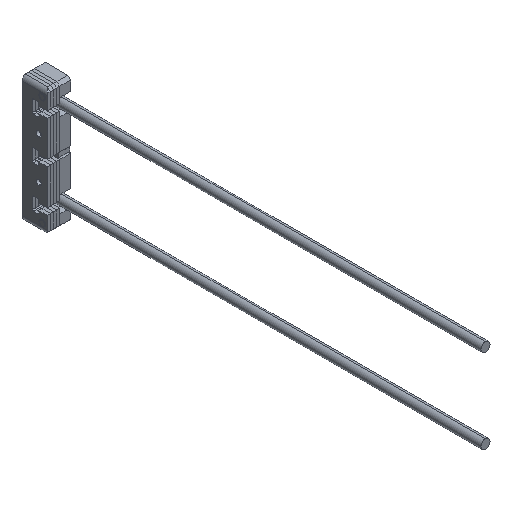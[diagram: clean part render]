
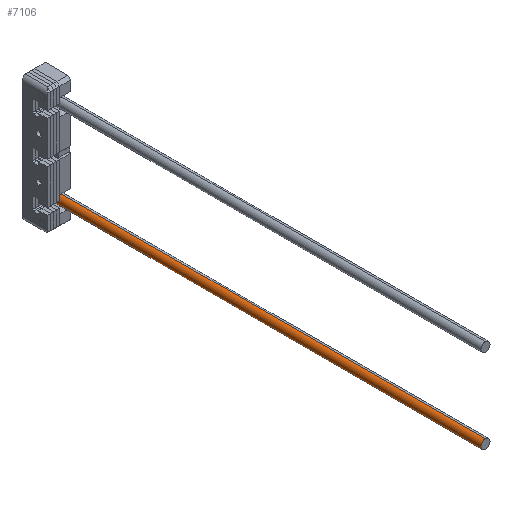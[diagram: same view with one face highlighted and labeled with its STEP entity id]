
A CAD part, isometric view. The second image highlights one B-rep face of the part: STEP entity #7106.
In plain terms, the highlighted cylindrical face has radius 2.145 mm (diameter 4.29 mm), a partial arc.
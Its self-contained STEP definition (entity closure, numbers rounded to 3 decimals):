
#123 = CARTESIAN_POINT ( 'NONE',  ( 0., -207., 0. ) ) ;
#127 = CARTESIAN_POINT ( 'NONE',  ( 0., -3., 2.145 ) ) ;
#157 = CIRCLE ( 'NONE', #3674, 2.145 ) ;
#445 = CYLINDRICAL_SURFACE ( 'NONE', #2164, 2.145 ) ;
#1133 = VECTOR ( 'NONE', #5550, 1000. ) ;
#1211 = VERTEX_POINT ( 'NONE', #3896 ) ;
#1452 = VERTEX_POINT ( 'NONE', #3108 ) ;
#1892 = CARTESIAN_POINT ( 'NONE',  ( 0., -207., 2.145 ) ) ;
#1895 = DIRECTION ( 'NONE',  ( 0., 0., -1. ) ) ;
#2164 = AXIS2_PLACEMENT_3D ( 'NONE', #7724, #4614, #4691 ) ;
#2181 = ORIENTED_EDGE ( 'NONE', *, *, #2297, .F. ) ;
#2297 = EDGE_CURVE ( 'NONE', #5223, #1452, #3880, .T. ) ;
#2480 = LINE ( 'NONE', #1892, #5917 ) ;
#2600 = LINE ( 'NONE', #6725, #1133 ) ;
#2631 = EDGE_LOOP ( 'NONE', ( #4836, #2181, #5976, #6251 ) ) ;
#3108 = CARTESIAN_POINT ( 'NONE',  ( 0., -207., -2.145 ) ) ;
#3438 = CARTESIAN_POINT ( 'NONE',  ( 0., -3., 0. ) ) ;
#3674 = AXIS2_PLACEMENT_3D ( 'NONE', #3438, #7603, #7186 ) ;
#3880 = CIRCLE ( 'NONE', #5002, 2.145 ) ;
#3896 = CARTESIAN_POINT ( 'NONE',  ( 0., -3., -2.145 ) ) ;
#4051 = VERTEX_POINT ( 'NONE', #127 ) ;
#4614 = DIRECTION ( 'NONE',  ( 0., 1., 0. ) ) ;
#4691 = DIRECTION ( 'NONE',  ( 0., 0., 1. ) ) ;
#4836 = ORIENTED_EDGE ( 'NONE', *, *, #5975, .F. ) ;
#5002 = AXIS2_PLACEMENT_3D ( 'NONE', #123, #7158, #1895 ) ;
#5010 = CARTESIAN_POINT ( 'NONE',  ( 0., -207., 2.145 ) ) ;
#5223 = VERTEX_POINT ( 'NONE', #5010 ) ;
#5319 = FACE_OUTER_BOUND ( 'NONE', #2631, .T. ) ;
#5550 = DIRECTION ( 'NONE',  ( 0., 1., 0. ) ) ;
#5917 = VECTOR ( 'NONE', #6689, 1000. ) ;
#5954 = EDGE_CURVE ( 'NONE', #5223, #4051, #2480, .T. ) ;
#5975 = EDGE_CURVE ( 'NONE', #1452, #1211, #2600, .T. ) ;
#5976 = ORIENTED_EDGE ( 'NONE', *, *, #5954, .T. ) ;
#6251 = ORIENTED_EDGE ( 'NONE', *, *, #7537, .T. ) ;
#6689 = DIRECTION ( 'NONE',  ( 0., 1., 0. ) ) ;
#6725 = CARTESIAN_POINT ( 'NONE',  ( 0., -207., -2.145 ) ) ;
#7106 = ADVANCED_FACE ( 'NONE', ( #5319 ), #445, .T. ) ;
#7158 = DIRECTION ( 'NONE',  ( 0., -1., 0. ) ) ;
#7186 = DIRECTION ( 'NONE',  ( 0., 0., -1. ) ) ;
#7537 = EDGE_CURVE ( 'NONE', #4051, #1211, #157, .T. ) ;
#7603 = DIRECTION ( 'NONE',  ( 0., -1., 0. ) ) ;
#7724 = CARTESIAN_POINT ( 'NONE',  ( 0., -207., 0. ) ) ;
